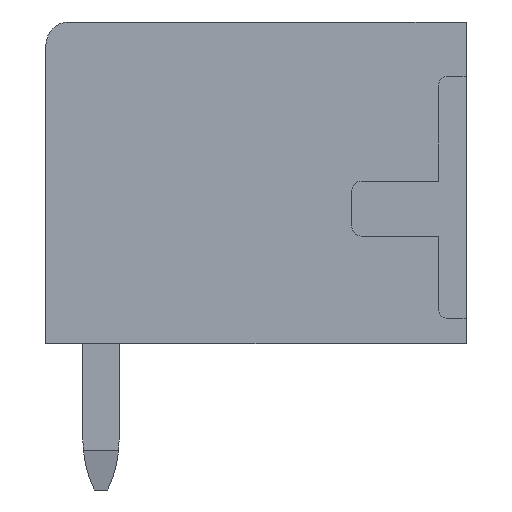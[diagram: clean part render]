
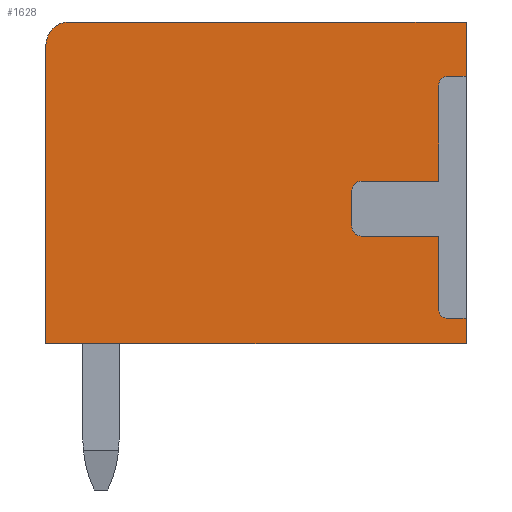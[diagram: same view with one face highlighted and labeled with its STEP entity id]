
A CAD part, left-side view. The second image highlights one B-rep face of the part: STEP entity #1628.
In plain terms, the highlighted planar face has unit normal (-1, 0, 0).
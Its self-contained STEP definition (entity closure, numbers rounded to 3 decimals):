
#1513=AXIS2_PLACEMENT_3D('Plane Axis2P3D',#1510,#1511,#1512) ;
#1524=AXIS2_PLACEMENT_3D('Circle Axis2P3D',#1522,#1523,$) ;
#1543=AXIS2_PLACEMENT_3D('Circle Axis2P3D',#1541,#1542,$) ;
#1564=AXIS2_PLACEMENT_3D('Circle Axis2P3D',#1562,#1563,$) ;
#1578=AXIS2_PLACEMENT_3D('Circle Axis2P3D',#1576,#1577,$) ;
#1599=AXIS2_PLACEMENT_3D('Circle Axis2P3D',#1597,#1598,$) ;
#824=CARTESIAN_POINT('Vertex',(0.3,0.,3.76)) ;
#829=CARTESIAN_POINT('Line Origine',(0.3,0.,3.48)) ;
#833=CARTESIAN_POINT('Vertex',(0.3,0.,3.2)) ;
#882=CARTESIAN_POINT('Vertex',(0.3,0.,10.25)) ;
#885=CARTESIAN_POINT('Line Origine',(0.3,0.,9.655)) ;
#889=CARTESIAN_POINT('Vertex',(0.3,0.,9.06)) ;
#1487=CARTESIAN_POINT('Vertex',(0.3,0.4,3.76)) ;
#1492=CARTESIAN_POINT('Line Origine',(0.3,0.2,3.76)) ;
#1510=CARTESIAN_POINT('Axis2P3D Location',(0.3,0.,0.)) ;
#1515=CARTESIAN_POINT('Line Origine',(0.3,4.35,10.25)) ;
#1519=CARTESIAN_POINT('Vertex',(0.3,8.7,10.25)) ;
#1522=CARTESIAN_POINT('Axis2P3D Location',(0.3,8.7,9.75)) ;
#1526=CARTESIAN_POINT('Vertex',(0.3,9.2,9.75)) ;
#1529=CARTESIAN_POINT('Line Origine',(0.3,9.2,6.475)) ;
#1533=CARTESIAN_POINT('Vertex',(0.3,9.2,3.2)) ;
#1536=CARTESIAN_POINT('Line Origine',(0.3,4.6,3.2)) ;
#1541=CARTESIAN_POINT('Axis2P3D Location',(0.3,0.4,3.96)) ;
#1545=CARTESIAN_POINT('Vertex',(0.3,0.6,3.96)) ;
#1548=CARTESIAN_POINT('Line Origine',(0.3,0.6,4.76)) ;
#1552=CARTESIAN_POINT('Vertex',(0.3,0.6,5.56)) ;
#1555=CARTESIAN_POINT('Line Origine',(0.3,1.45,5.56)) ;
#1559=CARTESIAN_POINT('Vertex',(0.3,2.3,5.56)) ;
#1562=CARTESIAN_POINT('Axis2P3D Location',(0.3,2.3,5.76)) ;
#1566=CARTESIAN_POINT('Vertex',(0.3,2.5,5.76)) ;
#1569=CARTESIAN_POINT('Line Origine',(0.3,2.5,6.16)) ;
#1573=CARTESIAN_POINT('Vertex',(0.3,2.5,6.56)) ;
#1576=CARTESIAN_POINT('Axis2P3D Location',(0.3,2.3,6.56)) ;
#1580=CARTESIAN_POINT('Vertex',(0.3,2.3,6.76)) ;
#1583=CARTESIAN_POINT('Line Origine',(0.3,1.45,6.76)) ;
#1587=CARTESIAN_POINT('Vertex',(0.3,0.6,6.76)) ;
#1590=CARTESIAN_POINT('Line Origine',(0.3,0.6,7.81)) ;
#1594=CARTESIAN_POINT('Vertex',(0.3,0.6,8.86)) ;
#1597=CARTESIAN_POINT('Axis2P3D Location',(0.3,0.4,8.86)) ;
#1601=CARTESIAN_POINT('Vertex',(0.3,0.4,9.06)) ;
#1604=CARTESIAN_POINT('Line Origine',(0.3,0.2,9.06)) ;
#830=DIRECTION('Vector Direction',(0.,0.,-1.)) ;
#886=DIRECTION('Vector Direction',(0.,0.,-1.)) ;
#1493=DIRECTION('Vector Direction',(0.,1.,0.)) ;
#1511=DIRECTION('Axis2P3D Direction',(-1.,0.,0.)) ;
#1512=DIRECTION('Axis2P3D XDirection',(0.,-1.,0.)) ;
#1516=DIRECTION('Vector Direction',(0.,-1.,0.)) ;
#1523=DIRECTION('Axis2P3D Direction',(-1.,0.,0.)) ;
#1530=DIRECTION('Vector Direction',(0.,0.,1.)) ;
#1537=DIRECTION('Vector Direction',(0.,1.,0.)) ;
#1542=DIRECTION('Axis2P3D Direction',(-1.,0.,0.)) ;
#1549=DIRECTION('Vector Direction',(0.,0.,1.)) ;
#1556=DIRECTION('Vector Direction',(0.,1.,0.)) ;
#1563=DIRECTION('Axis2P3D Direction',(-1.,0.,0.)) ;
#1570=DIRECTION('Vector Direction',(0.,0.,1.)) ;
#1577=DIRECTION('Axis2P3D Direction',(-1.,0.,0.)) ;
#1584=DIRECTION('Vector Direction',(0.,-1.,0.)) ;
#1591=DIRECTION('Vector Direction',(0.,0.,1.)) ;
#1598=DIRECTION('Axis2P3D Direction',(-1.,0.,0.)) ;
#1605=DIRECTION('Vector Direction',(0.,-1.,0.)) ;
#831=VECTOR('Line Direction',#830,1.) ;
#887=VECTOR('Line Direction',#886,1.) ;
#1494=VECTOR('Line Direction',#1493,1.) ;
#1517=VECTOR('Line Direction',#1516,1.) ;
#1531=VECTOR('Line Direction',#1530,1.) ;
#1538=VECTOR('Line Direction',#1537,1.) ;
#1550=VECTOR('Line Direction',#1549,1.) ;
#1557=VECTOR('Line Direction',#1556,1.) ;
#1571=VECTOR('Line Direction',#1570,1.) ;
#1585=VECTOR('Line Direction',#1584,1.) ;
#1592=VECTOR('Line Direction',#1591,1.) ;
#1606=VECTOR('Line Direction',#1605,1.) ;
#1610=ORIENTED_EDGE('',*,*,#891,.T.) ;
#1611=ORIENTED_EDGE('',*,*,#1521,.T.) ;
#1612=ORIENTED_EDGE('',*,*,#1528,.T.) ;
#1613=ORIENTED_EDGE('',*,*,#1535,.T.) ;
#1614=ORIENTED_EDGE('',*,*,#1540,.T.) ;
#1615=ORIENTED_EDGE('',*,*,#835,.T.) ;
#1616=ORIENTED_EDGE('',*,*,#1496,.F.) ;
#1617=ORIENTED_EDGE('',*,*,#1547,.F.) ;
#1618=ORIENTED_EDGE('',*,*,#1554,.F.) ;
#1619=ORIENTED_EDGE('',*,*,#1561,.F.) ;
#1620=ORIENTED_EDGE('',*,*,#1568,.F.) ;
#1621=ORIENTED_EDGE('',*,*,#1575,.F.) ;
#1622=ORIENTED_EDGE('',*,*,#1582,.F.) ;
#1623=ORIENTED_EDGE('',*,*,#1589,.F.) ;
#1624=ORIENTED_EDGE('',*,*,#1596,.F.) ;
#1625=ORIENTED_EDGE('',*,*,#1603,.F.) ;
#1626=ORIENTED_EDGE('',*,*,#1608,.F.) ;
#1628=ADVANCED_FACE('HOUSING',(#1627),#1514,.T.) ;
#1525=CIRCLE('generated circle',#1524,0.5) ;
#1544=CIRCLE('generated circle',#1543,0.2) ;
#1565=CIRCLE('generated circle',#1564,0.2) ;
#1579=CIRCLE('generated circle',#1578,0.2) ;
#1600=CIRCLE('generated circle',#1599,0.2) ;
#835=EDGE_CURVE('',#834,#825,#832,.F.) ;
#891=EDGE_CURVE('',#890,#883,#888,.F.) ;
#1496=EDGE_CURVE('',#1488,#825,#1495,.F.) ;
#1521=EDGE_CURVE('',#883,#1520,#1518,.F.) ;
#1528=EDGE_CURVE('',#1520,#1527,#1525,.T.) ;
#1535=EDGE_CURVE('',#1527,#1534,#1532,.F.) ;
#1540=EDGE_CURVE('',#1534,#834,#1539,.F.) ;
#1547=EDGE_CURVE('',#1546,#1488,#1544,.T.) ;
#1554=EDGE_CURVE('',#1553,#1546,#1551,.F.) ;
#1561=EDGE_CURVE('',#1560,#1553,#1558,.F.) ;
#1568=EDGE_CURVE('',#1567,#1560,#1565,.T.) ;
#1575=EDGE_CURVE('',#1574,#1567,#1572,.F.) ;
#1582=EDGE_CURVE('',#1581,#1574,#1579,.T.) ;
#1589=EDGE_CURVE('',#1588,#1581,#1586,.F.) ;
#1596=EDGE_CURVE('',#1595,#1588,#1593,.F.) ;
#1603=EDGE_CURVE('',#1602,#1595,#1600,.T.) ;
#1608=EDGE_CURVE('',#890,#1602,#1607,.F.) ;
#1609=EDGE_LOOP('',(#1610,#1611,#1612,#1613,#1614,#1615,#1616,#1617,#1618,#1619,#1620,#1621,#1622,#1623,#1624,#1625,#1626)) ;
#1627=FACE_OUTER_BOUND('',#1609,.T.) ;
#832=LINE('Line',#829,#831) ;
#888=LINE('Line',#885,#887) ;
#1495=LINE('Line',#1492,#1494) ;
#1518=LINE('Line',#1515,#1517) ;
#1532=LINE('Line',#1529,#1531) ;
#1539=LINE('Line',#1536,#1538) ;
#1551=LINE('Line',#1548,#1550) ;
#1558=LINE('Line',#1555,#1557) ;
#1572=LINE('Line',#1569,#1571) ;
#1586=LINE('Line',#1583,#1585) ;
#1593=LINE('Line',#1590,#1592) ;
#1607=LINE('Line',#1604,#1606) ;
#1514=PLANE('',#1513) ;
#825=VERTEX_POINT('',#824) ;
#834=VERTEX_POINT('',#833) ;
#883=VERTEX_POINT('',#882) ;
#890=VERTEX_POINT('',#889) ;
#1488=VERTEX_POINT('',#1487) ;
#1520=VERTEX_POINT('',#1519) ;
#1527=VERTEX_POINT('',#1526) ;
#1534=VERTEX_POINT('',#1533) ;
#1546=VERTEX_POINT('',#1545) ;
#1553=VERTEX_POINT('',#1552) ;
#1560=VERTEX_POINT('',#1559) ;
#1567=VERTEX_POINT('',#1566) ;
#1574=VERTEX_POINT('',#1573) ;
#1581=VERTEX_POINT('',#1580) ;
#1588=VERTEX_POINT('',#1587) ;
#1595=VERTEX_POINT('',#1594) ;
#1602=VERTEX_POINT('',#1601) ;
